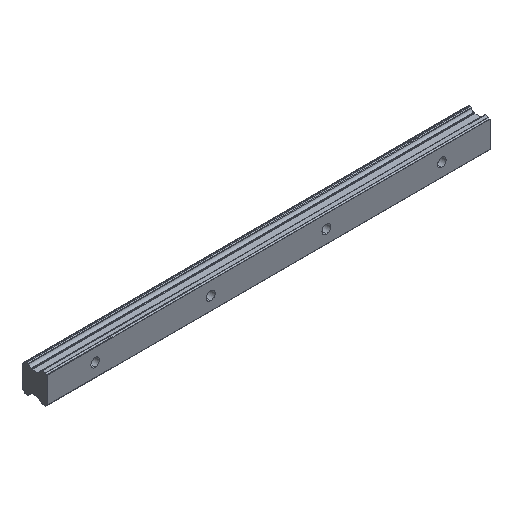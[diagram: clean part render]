
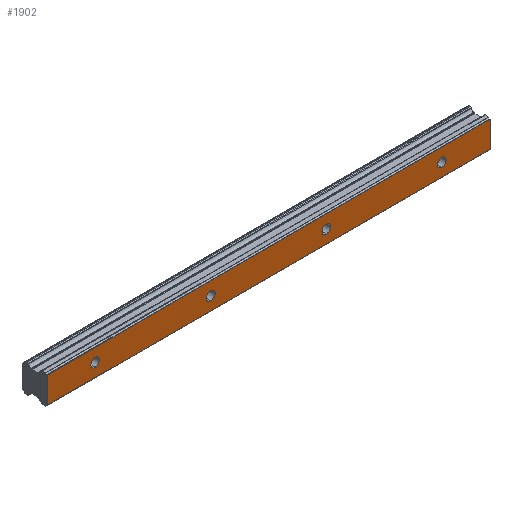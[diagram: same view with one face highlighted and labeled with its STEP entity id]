
A CAD part, isometric view. The second image highlights one B-rep face of the part: STEP entity #1902.
In plain terms, the highlighted planar face has unit normal (0, -1, 0).
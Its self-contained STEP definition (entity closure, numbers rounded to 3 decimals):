
#9 = VECTOR ( 'NONE', #1542, 1000. ) ;
#14 = AXIS2_PLACEMENT_3D ( 'NONE', #1936, #579, #448 ) ;
#17 = CARTESIAN_POINT ( 'NONE',  ( 0., 0., -2.25 ) ) ;
#29 = PLANE ( 'NONE',  #1256 ) ;
#37 = VERTEX_POINT ( 'NONE', #1272 ) ;
#84 = ORIENTED_EDGE ( 'NONE', *, *, #1544, .F. ) ;
#94 = CARTESIAN_POINT ( 'NONE',  ( 180., 0., 0. ) ) ;
#123 = VERTEX_POINT ( 'NONE', #1975 ) ;
#160 = CARTESIAN_POINT ( 'NONE',  ( 120., 0., 0. ) ) ;
#178 = DIRECTION ( 'NONE',  ( 0., -1., 0. ) ) ;
#181 = DIRECTION ( 'NONE',  ( 0., 0., 1. ) ) ;
#207 = LINE ( 'NONE', #1881, #1002 ) ;
#231 = EDGE_LOOP ( 'NONE', ( #2053, #1133 ) ) ;
#247 = DIRECTION ( 'NONE',  ( 0., 0., 1. ) ) ;
#288 = VERTEX_POINT ( 'NONE', #1495 ) ;
#300 = CARTESIAN_POINT ( 'NONE',  ( 60., 0., 0. ) ) ;
#325 = EDGE_CURVE ( 'NONE', #979, #1896, #1081, .T. ) ;
#361 = FACE_BOUND ( 'NONE', #1022, .T. ) ;
#394 = EDGE_CURVE ( 'NONE', #1642, #1742, #965, .T. ) ;
#407 = AXIS2_PLACEMENT_3D ( 'NONE', #1692, #1165, #1027 ) ;
#448 = DIRECTION ( 'NONE',  ( 0., 0., 1. ) ) ;
#482 = CARTESIAN_POINT ( 'NONE',  ( -25., 0., 6.786 ) ) ;
#501 = DIRECTION ( 'NONE',  ( -1., 0., 0. ) ) ;
#521 = CARTESIAN_POINT ( 'NONE',  ( 120., 0., 0. ) ) ;
#554 = DIRECTION ( 'NONE',  ( 0., -1., 0. ) ) ;
#579 = DIRECTION ( 'NONE',  ( 0., -1., 0. ) ) ;
#593 = CARTESIAN_POINT ( 'NONE',  ( 0., 0., 0. ) ) ;
#597 = EDGE_CURVE ( 'NONE', #1934, #37, #1496, .T. ) ;
#625 = CARTESIAN_POINT ( 'NONE',  ( 120., 0., -2.25 ) ) ;
#629 = EDGE_CURVE ( 'NONE', #1896, #979, #1109, .T. ) ;
#640 = ORIENTED_EDGE ( 'NONE', *, *, #1800, .F. ) ;
#672 = CARTESIAN_POINT ( 'NONE',  ( 205., 0., -6.786 ) ) ;
#673 = DIRECTION ( 'NONE',  ( 0., -1., 0. ) ) ;
#718 = AXIS2_PLACEMENT_3D ( 'NONE', #593, #749, #247 ) ;
#749 = DIRECTION ( 'NONE',  ( 0., -1., 0. ) ) ;
#834 = CIRCLE ( 'NONE', #1967, 2.25 ) ;
#856 = DIRECTION ( 'NONE',  ( 0., 0., -1. ) ) ;
#929 = EDGE_LOOP ( 'NONE', ( #2083, #1946 ) ) ;
#965 = CIRCLE ( 'NONE', #1744, 2.25 ) ;
#979 = VERTEX_POINT ( 'NONE', #1242 ) ;
#998 = ORIENTED_EDGE ( 'NONE', *, *, #597, .F. ) ;
#1002 = VECTOR ( 'NONE', #856, 1000. ) ;
#1022 = EDGE_LOOP ( 'NONE', ( #2125, #1964 ) ) ;
#1023 = FACE_OUTER_BOUND ( 'NONE', #2001, .T. ) ;
#1027 = DIRECTION ( 'NONE',  ( 0., 0., 1. ) ) ;
#1034 = CARTESIAN_POINT ( 'NONE',  ( 60., 0., -2.25 ) ) ;
#1060 = FACE_BOUND ( 'NONE', #929, .T. ) ;
#1081 = CIRCLE ( 'NONE', #407, 2.25 ) ;
#1109 = CIRCLE ( 'NONE', #1391, 2.25 ) ;
#1120 = DIRECTION ( 'NONE',  ( 0., -1., 0. ) ) ;
#1130 = EDGE_CURVE ( 'NONE', #1939, #288, #1497, .T. ) ;
#1133 = ORIENTED_EDGE ( 'NONE', *, *, #1130, .F. ) ;
#1165 = DIRECTION ( 'NONE',  ( 0., -1., 0. ) ) ;
#1178 = CIRCLE ( 'NONE', #2067, 2.25 ) ;
#1192 = DIRECTION ( 'NONE',  ( 1., 0., 0. ) ) ;
#1199 = CARTESIAN_POINT ( 'NONE',  ( 180., 0., -2.25 ) ) ;
#1207 = ORIENTED_EDGE ( 'NONE', *, *, #1584, .F. ) ;
#1242 = CARTESIAN_POINT ( 'NONE',  ( 180., 0., 2.25 ) ) ;
#1256 = AXIS2_PLACEMENT_3D ( 'NONE', #2080, #1705, #181 ) ;
#1272 = CARTESIAN_POINT ( 'NONE',  ( 0., 0., 2.25 ) ) ;
#1350 = CIRCLE ( 'NONE', #1627, 2.25 ) ;
#1358 = LINE ( 'NONE', #2038, #2095 ) ;
#1363 = VECTOR ( 'NONE', #501, 1000. ) ;
#1369 = EDGE_CURVE ( 'NONE', #37, #1934, #1350, .T. ) ;
#1371 = LINE ( 'NONE', #1913, #9 ) ;
#1386 = EDGE_CURVE ( 'NONE', #288, #1939, #1178, .T. ) ;
#1391 = AXIS2_PLACEMENT_3D ( 'NONE', #94, #1120, #1601 ) ;
#1403 = DIRECTION ( 'NONE',  ( 0., 0., 1. ) ) ;
#1426 = EDGE_CURVE ( 'NONE', #123, #1859, #207, .T. ) ;
#1478 = CARTESIAN_POINT ( 'NONE',  ( 0., 0., 0. ) ) ;
#1489 = DIRECTION ( 'NONE',  ( 0., 0., 1. ) ) ;
#1495 = CARTESIAN_POINT ( 'NONE',  ( 60., 0., 2.25 ) ) ;
#1496 = CIRCLE ( 'NONE', #718, 2.25 ) ;
#1497 = CIRCLE ( 'NONE', #14, 2.25 ) ;
#1503 = DIRECTION ( 'NONE',  ( 0., 0., 1. ) ) ;
#1521 = DIRECTION ( 'NONE',  ( 0., -1., 0. ) ) ;
#1523 = DIRECTION ( 'NONE',  ( 0., 0., 1. ) ) ;
#1526 = ORIENTED_EDGE ( 'NONE', *, *, #1426, .F. ) ;
#1542 = DIRECTION ( 'NONE',  ( 0., 0., 1. ) ) ;
#1544 = EDGE_CURVE ( 'NONE', #2019, #1830, #1371, .T. ) ;
#1584 = EDGE_CURVE ( 'NONE', #1830, #123, #1358, .T. ) ;
#1601 = DIRECTION ( 'NONE',  ( 0., 0., 1. ) ) ;
#1627 = AXIS2_PLACEMENT_3D ( 'NONE', #1478, #1521, #1489 ) ;
#1642 = VERTEX_POINT ( 'NONE', #1968 ) ;
#1687 = FACE_BOUND ( 'NONE', #231, .T. ) ;
#1692 = CARTESIAN_POINT ( 'NONE',  ( 180., 0., 0. ) ) ;
#1705 = DIRECTION ( 'NONE',  ( 0., 1., 0. ) ) ;
#1742 = VERTEX_POINT ( 'NONE', #625 ) ;
#1744 = AXIS2_PLACEMENT_3D ( 'NONE', #160, #178, #1523 ) ;
#1800 = EDGE_CURVE ( 'NONE', #1859, #2019, #2186, .T. ) ;
#1817 = CARTESIAN_POINT ( 'NONE',  ( -25., 0., -6.786 ) ) ;
#1825 = CARTESIAN_POINT ( 'NONE',  ( 205., 0., -6.786 ) ) ;
#1830 = VERTEX_POINT ( 'NONE', #482 ) ;
#1859 = VERTEX_POINT ( 'NONE', #1825 ) ;
#1870 = FACE_BOUND ( 'NONE', #2111, .T. ) ;
#1880 = ORIENTED_EDGE ( 'NONE', *, *, #1369, .F. ) ;
#1881 = CARTESIAN_POINT ( 'NONE',  ( 205., 0., 6.786 ) ) ;
#1885 = EDGE_CURVE ( 'NONE', #1742, #1642, #834, .T. ) ;
#1896 = VERTEX_POINT ( 'NONE', #1199 ) ;
#1902 = ADVANCED_FACE ( 'NONE', ( #1023, #1870, #1060, #361, #1687 ), #29, .F. ) ;
#1913 = CARTESIAN_POINT ( 'NONE',  ( -25., 0., 6.786 ) ) ;
#1934 = VERTEX_POINT ( 'NONE', #17 ) ;
#1936 = CARTESIAN_POINT ( 'NONE',  ( 60., 0., 0. ) ) ;
#1939 = VERTEX_POINT ( 'NONE', #1034 ) ;
#1946 = ORIENTED_EDGE ( 'NONE', *, *, #629, .F. ) ;
#1964 = ORIENTED_EDGE ( 'NONE', *, *, #1885, .F. ) ;
#1967 = AXIS2_PLACEMENT_3D ( 'NONE', #521, #554, #1403 ) ;
#1968 = CARTESIAN_POINT ( 'NONE',  ( 120., 0., 2.25 ) ) ;
#1975 = CARTESIAN_POINT ( 'NONE',  ( 205., 0., 6.786 ) ) ;
#2001 = EDGE_LOOP ( 'NONE', ( #640, #1526, #1207, #84 ) ) ;
#2019 = VERTEX_POINT ( 'NONE', #1817 ) ;
#2038 = CARTESIAN_POINT ( 'NONE',  ( 205., 0., 6.786 ) ) ;
#2053 = ORIENTED_EDGE ( 'NONE', *, *, #1386, .F. ) ;
#2067 = AXIS2_PLACEMENT_3D ( 'NONE', #300, #673, #1503 ) ;
#2080 = CARTESIAN_POINT ( 'NONE',  ( 205., 0., 6.786 ) ) ;
#2083 = ORIENTED_EDGE ( 'NONE', *, *, #325, .F. ) ;
#2095 = VECTOR ( 'NONE', #1192, 1000. ) ;
#2111 = EDGE_LOOP ( 'NONE', ( #1880, #998 ) ) ;
#2125 = ORIENTED_EDGE ( 'NONE', *, *, #394, .F. ) ;
#2186 = LINE ( 'NONE', #672, #1363 ) ;
